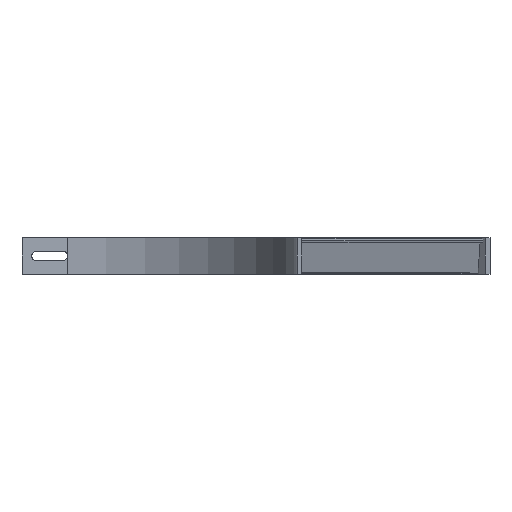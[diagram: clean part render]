
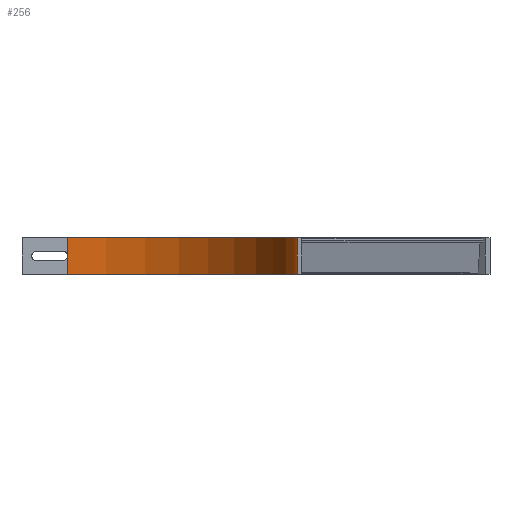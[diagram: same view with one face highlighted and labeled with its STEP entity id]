
A CAD part, front view. The second image highlights one B-rep face of the part: STEP entity #256.
In plain terms, the highlighted free-form (B-spline) face has degree [2, 1] with [3, 2] control points.
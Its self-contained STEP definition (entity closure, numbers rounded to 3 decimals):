
#256=ADVANCED_FACE('',(#434),#3195,.T.);
#434=FACE_OUTER_BOUND('',#668,.T.);
#668=EDGE_LOOP('',(#1627,#1628,#1629,#1630));
#1627=ORIENTED_EDGE('',*,*,#2157,.T.);
#1628=ORIENTED_EDGE('',*,*,#2138,.T.);
#1629=ORIENTED_EDGE('',*,*,#2158,.F.);
#1630=ORIENTED_EDGE('',*,*,#2155,.F.);
#2138=EDGE_CURVE('',#2994,#2997,#2552,.T.);
#2155=EDGE_CURVE('',#3008,#3009,#2569,.T.);
#2157=EDGE_CURVE('',#3008,#2994,#2571,.T.);
#2158=EDGE_CURVE('',#3009,#2997,#2572,.T.);
#2552=(
BOUNDED_CURVE()
B_SPLINE_CURVE(1,(#6429,#6430),.UNSPECIFIED.,.F.,.F.)
B_SPLINE_CURVE_WITH_KNOTS((2,2),(0.,40.),.UNSPECIFIED.)
CURVE()
GEOMETRIC_REPRESENTATION_ITEM()
RATIONAL_B_SPLINE_CURVE((1.,1.))
REPRESENTATION_ITEM('')
);
#2569=(
BOUNDED_CURVE()
B_SPLINE_CURVE(1,(#6474,#6475),.UNSPECIFIED.,.F.,.F.)
B_SPLINE_CURVE_WITH_KNOTS((2,2),(0.,40.),.UNSPECIFIED.)
CURVE()
GEOMETRIC_REPRESENTATION_ITEM()
RATIONAL_B_SPLINE_CURVE((1.,1.))
REPRESENTATION_ITEM('')
);
#2571=(
BOUNDED_CURVE()
B_SPLINE_CURVE(2,(#6479,#6480,#6481),.UNSPECIFIED.,.F.,.F.)
B_SPLINE_CURVE_WITH_KNOTS((3,3),(-99.54,-21.),.UNSPECIFIED.)
CURVE()
GEOMETRIC_REPRESENTATION_ITEM()
RATIONAL_B_SPLINE_CURVE((1.,0.707,1.))
REPRESENTATION_ITEM('')
);
#2572=(
BOUNDED_CURVE()
B_SPLINE_CURVE(2,(#6482,#6483,#6484),.UNSPECIFIED.,.F.,.F.)
B_SPLINE_CURVE_WITH_KNOTS((3,3),(-99.54,-21.),.UNSPECIFIED.)
CURVE()
GEOMETRIC_REPRESENTATION_ITEM()
RATIONAL_B_SPLINE_CURVE((1.,0.707,1.))
REPRESENTATION_ITEM('')
);
#2994=VERTEX_POINT('',#6389);
#2997=VERTEX_POINT('',#6392);
#3008=VERTEX_POINT('',#6403);
#3009=VERTEX_POINT('',#6404);
#3195=(
BOUNDED_SURFACE()
B_SPLINE_SURFACE(2,1,((#6317,#6318),(#6319,#6320),(#6321,#6322)),
 .UNSPECIFIED.,.F.,.F.,.F.)
B_SPLINE_SURFACE_WITH_KNOTS((3,3),(2,2),(-99.54,-21.),(0.,40.),
 .UNSPECIFIED.)
GEOMETRIC_REPRESENTATION_ITEM()
RATIONAL_B_SPLINE_SURFACE(((1.,1.),(0.707,0.707),
(1.,1.)))
REPRESENTATION_ITEM('')
SURFACE()
);
#6317=CARTESIAN_POINT('',(-176.777,73.223,-40.));
#6318=CARTESIAN_POINT('',(-176.777,73.223,0.));
#6319=CARTESIAN_POINT('',(73.223,73.223,-40.));
#6320=CARTESIAN_POINT('',(73.223,73.223,0.));
#6321=CARTESIAN_POINT('',(73.223,-176.777,-40.));
#6322=CARTESIAN_POINT('',(73.223,-176.777,0.));
#6389=CARTESIAN_POINT('',(73.223,-176.777,-40.));
#6392=CARTESIAN_POINT('',(73.223,-176.777,0.));
#6403=CARTESIAN_POINT('',(-176.777,73.223,-40.));
#6404=CARTESIAN_POINT('',(-176.777,73.223,0.));
#6429=CARTESIAN_POINT('',(73.223,-176.777,-40.));
#6430=CARTESIAN_POINT('',(73.223,-176.777,0.));
#6474=CARTESIAN_POINT('',(-176.777,73.223,-40.));
#6475=CARTESIAN_POINT('',(-176.777,73.223,0.));
#6479=CARTESIAN_POINT('',(-176.777,73.223,-40.));
#6480=CARTESIAN_POINT('',(73.223,73.223,-40.));
#6481=CARTESIAN_POINT('',(73.223,-176.777,-40.));
#6482=CARTESIAN_POINT('',(-176.777,73.223,0.));
#6483=CARTESIAN_POINT('',(73.223,73.223,0.));
#6484=CARTESIAN_POINT('',(73.223,-176.777,0.));
